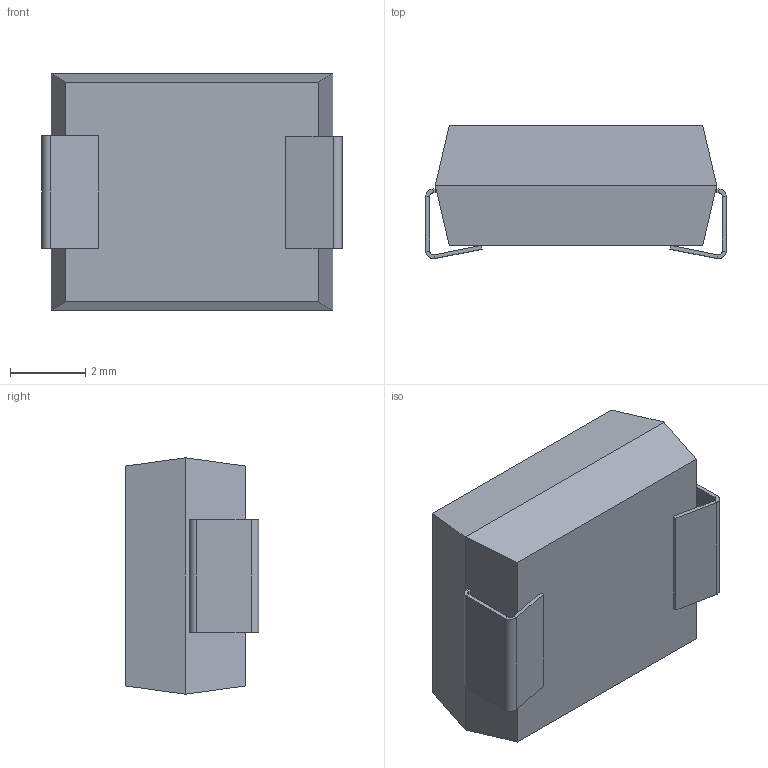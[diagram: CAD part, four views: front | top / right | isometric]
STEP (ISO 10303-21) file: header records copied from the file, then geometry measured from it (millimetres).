
FILE_DESCRIPTION (( 'STEP AP214' ), '1' );
FILE_NAME ('User Library-3225-2.STEP', '2017-12-05T20:48:42', ( 'Windows User' ), ( '' ), 'SwSTEP 2.0', 'SolidWorks 2017', '' );
FILE_SCHEMA (( 'AUTOMOTIVE_DESIGN' ));
Length unit declared in the file: millimetre
Products named in the file (4): User Library-3225-2_legs; User Library-3225-2_body; User Library-3225-2; User Library-3225-2_whiteplate
Assembly tree (4 placements, depth 2):
  User Library-3225-2
    User Library-3225-2_body
    User Library-3225-2_legs  x2
    User Library-3225-2_whiteplate
Bounding box: 8 x 3.55 x 6.3 mm (x, y, z)
Volume: 147.3 mm3; surface area: 288.3 mm2
Topology: 4 solids, 4 shells, 119 faces, 285 edges, 178 vertices
Faces by surface type: plane 77, bspline 34, cylinder 8
Entity records: 4697 total; most frequent: CARTESIAN_POINT 2469, ORIENTED_EDGE 482, DIRECTION 321, EDGE_CURVE 241, VECTOR 165, LINE 165, VERTEX_POINT 154, EDGE_LOOP 101
